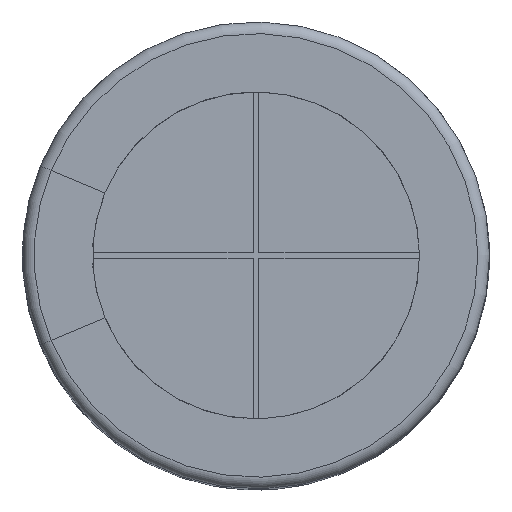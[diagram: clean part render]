
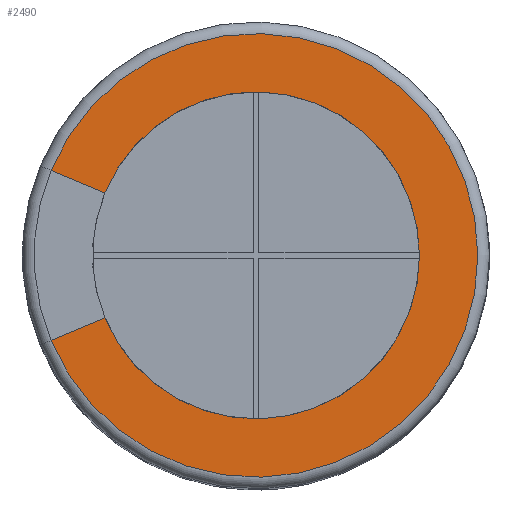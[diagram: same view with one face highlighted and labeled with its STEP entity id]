
A CAD part, top view. The second image highlights one B-rep face of the part: STEP entity #2490.
In plain terms, the highlighted planar face has unit normal (0, 0, 1).
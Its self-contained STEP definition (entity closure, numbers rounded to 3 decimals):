
#2152 = TOROIDAL_SURFACE('',#2153,3.8,0.2);
#2153 = AXIS2_PLACEMENT_3D('',#2154,#2155,#2156);
#2154 = CARTESIAN_POINT('',(0.,0.,11.3));
#2155 = DIRECTION('',(0.,0.,1.));
#2156 = DIRECTION('',(-0.924,0.383,0.));
#2169 = VERTEX_POINT('',#2170);
#2170 = CARTESIAN_POINT('',(-3.511,1.454,11.5));
#2192 = VERTEX_POINT('',#2193);
#2193 = CARTESIAN_POINT('',(-3.511,-1.454,11.5));
#2208 = PLANE('',#2209);
#2209 = AXIS2_PLACEMENT_3D('',#2210,#2211,#2212);
#2210 = CARTESIAN_POINT('',(0.,0.,11.5));
#2211 = DIRECTION('',(0.,-0.,-1.));
#2212 = DIRECTION('',(-0.924,-0.383,0.));
#2378 = EDGE_CURVE('',#2169,#2192,#2379,.T.);
#2379 = SURFACE_CURVE('',#2380,(#2385,#2392),.PCURVE_S1.);
#2380 = CIRCLE('',#2381,3.8);
#2381 = AXIS2_PLACEMENT_3D('',#2382,#2383,#2384);
#2382 = CARTESIAN_POINT('',(0.,0.,11.5));
#2383 = DIRECTION('',(0.,0.,-1.));
#2384 = DIRECTION('',(-0.924,0.383,0.));
#2385 = PCURVE('',#2152,#2386);
#2386 = DEFINITIONAL_REPRESENTATION('',(#2387),#2391);
#2387 = LINE('',#2388,#2389);
#2388 = CARTESIAN_POINT('',(-0.,1.571));
#2389 = VECTOR('',#2390,1.);
#2390 = DIRECTION('',(-1.,0.));
#2391 = ( GEOMETRIC_REPRESENTATION_CONTEXT(2)
PARAMETRIC_REPRESENTATION_CONTEXT() REPRESENTATION_CONTEXT('2D SPACE',''
) );
#2392 = PCURVE('',#2393,#2398);
#2393 = PLANE('',#2394);
#2394 = AXIS2_PLACEMENT_3D('',#2395,#2396,#2397);
#2395 = CARTESIAN_POINT('',(0.,0.,11.5));
#2396 = DIRECTION('',(-0.,0.,-1.));
#2397 = DIRECTION('',(-0.924,0.383,0.));
#2398 = DEFINITIONAL_REPRESENTATION('',(#2399),#2403);
#2399 = CIRCLE('',#2400,3.8);
#2400 = AXIS2_PLACEMENT_2D('',#2401,#2402);
#2401 = CARTESIAN_POINT('',(0.,0.));
#2402 = DIRECTION('',(1.,0.));
#2403 = ( GEOMETRIC_REPRESENTATION_CONTEXT(2)
PARAMETRIC_REPRESENTATION_CONTEXT() REPRESENTATION_CONTEXT('2D SPACE',''
) );
#2410 = EDGE_CURVE('',#2169,#2411,#2413,.T.);
#2411 = VERTEX_POINT('',#2412);
#2412 = CARTESIAN_POINT('',(-2.587,1.072,11.5));
#2413 = SURFACE_CURVE('',#2414,(#2418,#2425),.PCURVE_S1.);
#2414 = LINE('',#2415,#2416);
#2415 = CARTESIAN_POINT('',(-3.511,1.454,11.5));
#2416 = VECTOR('',#2417,1.);
#2417 = DIRECTION('',(0.924,-0.383,0.));
#2418 = PCURVE('',#2208,#2419);
#2419 = DEFINITIONAL_REPRESENTATION('',(#2420),#2424);
#2420 = LINE('',#2421,#2422);
#2421 = CARTESIAN_POINT('',(2.687,2.687));
#2422 = VECTOR('',#2423,1.);
#2423 = DIRECTION('',(-0.707,-0.707));
#2424 = ( GEOMETRIC_REPRESENTATION_CONTEXT(2)
PARAMETRIC_REPRESENTATION_CONTEXT() REPRESENTATION_CONTEXT('2D SPACE',''
) );
#2425 = PCURVE('',#2393,#2426);
#2426 = DEFINITIONAL_REPRESENTATION('',(#2427),#2431);
#2427 = LINE('',#2428,#2429);
#2428 = CARTESIAN_POINT('',(3.8,0.));
#2429 = VECTOR('',#2430,1.);
#2430 = DIRECTION('',(-1.,0.));
#2431 = ( GEOMETRIC_REPRESENTATION_CONTEXT(2)
PARAMETRIC_REPRESENTATION_CONTEXT() REPRESENTATION_CONTEXT('2D SPACE',''
) );
#2434 = VERTEX_POINT('',#2435);
#2435 = CARTESIAN_POINT('',(-2.587,-1.072,11.5));
#2462 = EDGE_CURVE('',#2192,#2434,#2463,.T.);
#2463 = SURFACE_CURVE('',#2464,(#2468,#2475),.PCURVE_S1.);
#2464 = LINE('',#2465,#2466);
#2465 = CARTESIAN_POINT('',(-3.511,-1.454,11.5));
#2466 = VECTOR('',#2467,1.);
#2467 = DIRECTION('',(0.924,0.383,0.));
#2468 = PCURVE('',#2208,#2469);
#2469 = DEFINITIONAL_REPRESENTATION('',(#2470),#2474);
#2470 = LINE('',#2471,#2472);
#2471 = CARTESIAN_POINT('',(3.8,0.));
#2472 = VECTOR('',#2473,1.);
#2473 = DIRECTION('',(-1.,0.));
#2474 = ( GEOMETRIC_REPRESENTATION_CONTEXT(2)
PARAMETRIC_REPRESENTATION_CONTEXT() REPRESENTATION_CONTEXT('2D SPACE',''
) );
#2475 = PCURVE('',#2393,#2476);
#2476 = DEFINITIONAL_REPRESENTATION('',(#2477),#2481);
#2477 = LINE('',#2478,#2479);
#2478 = CARTESIAN_POINT('',(2.687,-2.687));
#2479 = VECTOR('',#2480,1.);
#2480 = DIRECTION('',(-0.707,0.707));
#2481 = ( GEOMETRIC_REPRESENTATION_CONTEXT(2)
PARAMETRIC_REPRESENTATION_CONTEXT() REPRESENTATION_CONTEXT('2D SPACE',''
) );
#2490 = ADVANCED_FACE('',(#2491),#2393,.F.);
#2491 = FACE_BOUND('',#2492,.F.);
#2492 = EDGE_LOOP('',(#2493,#2494,#2495,#2522));
#2493 = ORIENTED_EDGE('',*,*,#2378,.T.);
#2494 = ORIENTED_EDGE('',*,*,#2462,.T.);
#2495 = ORIENTED_EDGE('',*,*,#2496,.F.);
#2496 = EDGE_CURVE('',#2411,#2434,#2497,.T.);
#2497 = SURFACE_CURVE('',#2498,(#2503,#2510),.PCURVE_S1.);
#2498 = CIRCLE('',#2499,2.8);
#2499 = AXIS2_PLACEMENT_3D('',#2500,#2501,#2502);
#2500 = CARTESIAN_POINT('',(0.,0.,11.5));
#2501 = DIRECTION('',(0.,0.,-1.));
#2502 = DIRECTION('',(-0.924,0.383,0.));
#2503 = PCURVE('',#2393,#2504);
#2504 = DEFINITIONAL_REPRESENTATION('',(#2505),#2509);
#2505 = CIRCLE('',#2506,2.8);
#2506 = AXIS2_PLACEMENT_2D('',#2507,#2508);
#2507 = CARTESIAN_POINT('',(0.,0.));
#2508 = DIRECTION('',(1.,0.));
#2509 = ( GEOMETRIC_REPRESENTATION_CONTEXT(2)
PARAMETRIC_REPRESENTATION_CONTEXT() REPRESENTATION_CONTEXT('2D SPACE',''
) );
#2510 = PCURVE('',#2511,#2516);
#2511 = CYLINDRICAL_SURFACE('',#2512,2.8);
#2512 = AXIS2_PLACEMENT_3D('',#2513,#2514,#2515);
#2513 = CARTESIAN_POINT('',(0.,0.,11.5));
#2514 = DIRECTION('',(-0.,0.,-1.));
#2515 = DIRECTION('',(-0.924,0.383,0.));
#2516 = DEFINITIONAL_REPRESENTATION('',(#2517),#2521);
#2517 = LINE('',#2518,#2519);
#2518 = CARTESIAN_POINT('',(0.,0.));
#2519 = VECTOR('',#2520,1.);
#2520 = DIRECTION('',(1.,0.));
#2521 = ( GEOMETRIC_REPRESENTATION_CONTEXT(2)
PARAMETRIC_REPRESENTATION_CONTEXT() REPRESENTATION_CONTEXT('2D SPACE',''
) );
#2522 = ORIENTED_EDGE('',*,*,#2410,.F.);
